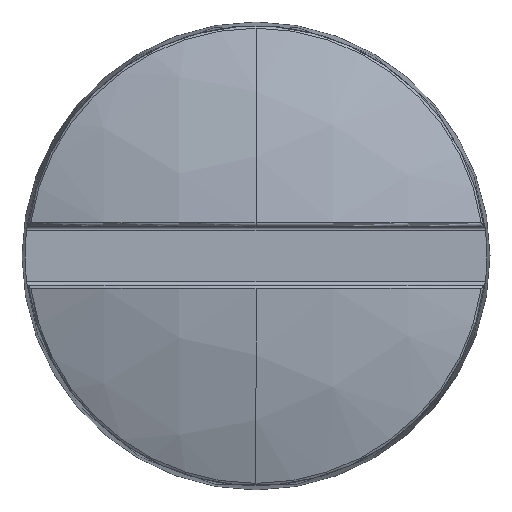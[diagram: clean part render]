
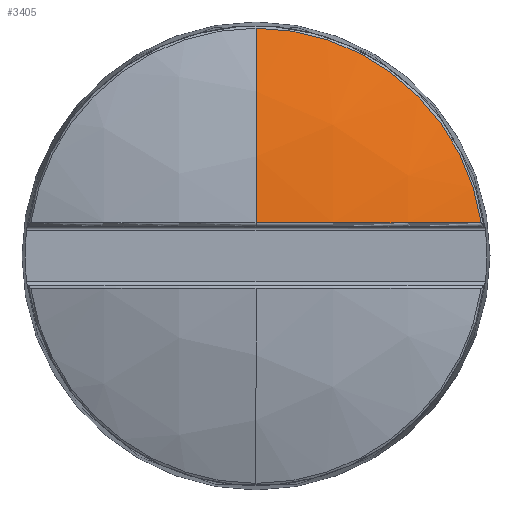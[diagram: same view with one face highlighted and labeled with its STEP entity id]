
A CAD part, top view. The second image highlights one B-rep face of the part: STEP entity #3405.
In plain terms, the highlighted spherical face has radius 11.451 mm.
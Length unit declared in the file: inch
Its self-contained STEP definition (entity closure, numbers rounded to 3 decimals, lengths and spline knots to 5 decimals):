
#170 = SPHERICAL_SURFACE ( 'NONE', #4139, 0.45084 ) ;
#282 = CARTESIAN_POINT ( 'NONE',  ( 0., 0., -0.14834 ) ) ;
#298 = CIRCLE ( 'NONE', #343, 0.45019 ) ;
#343 = AXIS2_PLACEMENT_3D ( 'NONE', #1324, #4165, #1702 ) ;
#534 = VERTEX_POINT ( 'NONE', #745 ) ;
#745 = CARTESIAN_POINT ( 'NONE',  ( 0., 0.16727, 0.27032 ) ) ;
#801 = VERTEX_POINT ( 'NONE', #2116 ) ;
#910 = ORIENTED_EDGE ( 'NONE', *, *, #1679, .T. ) ;
#1060 = EDGE_LOOP ( 'NONE', ( #910, #1957, #3830 ) ) ;
#1324 = CARTESIAN_POINT ( 'NONE',  ( 0., 0.02427, -0.14834 ) ) ;
#1679 = EDGE_CURVE ( 'NONE', #801, #534, #4360, .T. ) ;
#1702 = DIRECTION ( 'NONE',  ( 0., 0., -1. ) ) ;
#1957 = ORIENTED_EDGE ( 'NONE', *, *, #3111, .T. ) ;
#1995 = AXIS2_PLACEMENT_3D ( 'NONE', #4502, #4548, #3105 ) ;
#2042 = FACE_OUTER_BOUND ( 'NONE', #1060, .T. ) ;
#2116 = CARTESIAN_POINT ( 'NONE',  ( 0.1655, 0.02427, 0.27032 ) ) ;
#2195 = DIRECTION ( 'NONE',  ( 1., 0., 0. ) ) ;
#2593 = DIRECTION ( 'NONE',  ( 0., 0., -1. ) ) ;
#3105 = DIRECTION ( 'NONE',  ( -1., 0., 0. ) ) ;
#3111 = EDGE_CURVE ( 'NONE', #534, #3871, #3266, .T. ) ;
#3266 = CIRCLE ( 'NONE', #4223, 0.45084 ) ;
#3405 = ADVANCED_FACE ( 'NONE', ( #2042 ), #170, .T. ) ;
#3464 = DIRECTION ( 'NONE',  ( 0., 1., 0. ) ) ;
#3567 = CARTESIAN_POINT ( 'NONE',  ( 0., 0.02427, 0.30185 ) ) ;
#3666 = CARTESIAN_POINT ( 'NONE',  ( 0., 0., -0.14834 ) ) ;
#3830 = ORIENTED_EDGE ( 'NONE', *, *, #4341, .T. ) ;
#3871 = VERTEX_POINT ( 'NONE', #3567 ) ;
#4139 = AXIS2_PLACEMENT_3D ( 'NONE', #282, #4504, #3464 ) ;
#4165 = DIRECTION ( 'NONE',  ( 0., 1., 0. ) ) ;
#4223 = AXIS2_PLACEMENT_3D ( 'NONE', #3666, #2195, #2593 ) ;
#4341 = EDGE_CURVE ( 'NONE', #3871, #801, #298, .T. ) ;
#4360 = CIRCLE ( 'NONE', #1995, 0.16727 ) ;
#4502 = CARTESIAN_POINT ( 'NONE',  ( 0., 0., 0.27032 ) ) ;
#4504 = DIRECTION ( 'NONE',  ( -1., 0., 0. ) ) ;
#4548 = DIRECTION ( 'NONE',  ( 0., 0., 1. ) ) ;
